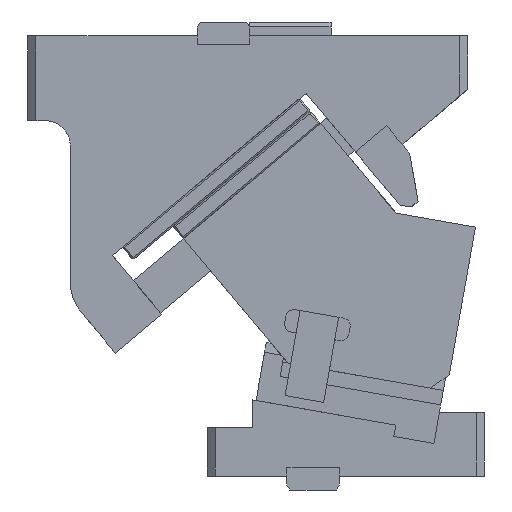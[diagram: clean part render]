
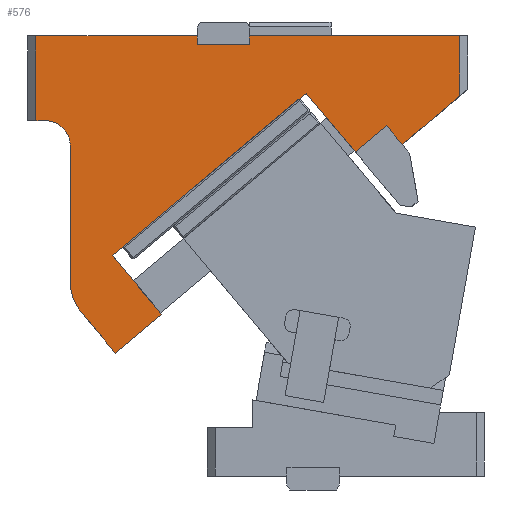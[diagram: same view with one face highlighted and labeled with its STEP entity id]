
A CAD part, front view. The second image highlights one B-rep face of the part: STEP entity #576.
In plain terms, the highlighted planar face has unit normal (0, -1, 0).
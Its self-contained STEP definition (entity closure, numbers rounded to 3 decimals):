
#70=CARTESIAN_POINT('Vertex',(60.676,0.,234.858)) ;
#73=CARTESIAN_POINT('Line Origine',(1.308,0.,185.042)) ;
#77=CARTESIAN_POINT('Vertex',(-58.061,0.,135.226)) ;
#312=CARTESIAN_POINT('Vertex',(90.887,0.,198.854)) ;
#317=CARTESIAN_POINT('Line Origine',(75.782,0.,216.856)) ;
#407=CARTESIAN_POINT('Axis2P3D Location',(113.592,0.,248.147)) ;
#412=CARTESIAN_POINT('Line Origine',(90.5,0.,270.)) ;
#416=CARTESIAN_POINT('Vertex',(26.,0.,270.)) ;
#418=CARTESIAN_POINT('Vertex',(155.,0.,270.)) ;
#421=CARTESIAN_POINT('Line Origine',(26.,0.,267.25)) ;
#425=CARTESIAN_POINT('Vertex',(26.,0.,264.5)) ;
#428=CARTESIAN_POINT('Line Origine',(10.,0.,264.5)) ;
#432=CARTESIAN_POINT('Vertex',(-6.,0.,264.5)) ;
#435=CARTESIAN_POINT('Line Origine',(-6.,0.,267.25)) ;
#439=CARTESIAN_POINT('Vertex',(-6.,0.,270.)) ;
#442=CARTESIAN_POINT('Line Origine',(-55.5,0.,270.)) ;
#446=CARTESIAN_POINT('Vertex',(-105.,0.,270.)) ;
#449=CARTESIAN_POINT('Line Origine',(-105.,0.,244.)) ;
#453=CARTESIAN_POINT('Vertex',(-105.,0.,218.)) ;
#456=CARTESIAN_POINT('Line Origine',(-102.,0.,218.)) ;
#460=CARTESIAN_POINT('Vertex',(-99.,0.,218.)) ;
#464=CARTESIAN_POINT('Control Point',(-99.,0.,218.)) ;
#465=CARTESIAN_POINT('Control Point',(-97.482,0.,218.)) ;
#466=CARTESIAN_POINT('Control Point',(-95.964,0.,217.808)) ;
#467=CARTESIAN_POINT('Control Point',(-94.479,0.,217.424)) ;
#468=CARTESIAN_POINT('Control Point',(-91.637,0.,216.289)) ;
#469=CARTESIAN_POINT('Control Point',(-89.168,0.,214.481)) ;
#470=CARTESIAN_POINT('Control Point',(-88.055,0.,213.425)) ;
#471=CARTESIAN_POINT('Control Point',(-86.119,0.,211.055)) ;
#472=CARTESIAN_POINT('Control Point',(-84.835,0.,208.278)) ;
#473=CARTESIAN_POINT('Control Point',(-84.373,0.,206.815)) ;
#474=CARTESIAN_POINT('Control Point',(-84.073,0.,205.152)) ;
#475=CARTESIAN_POINT('Control Point',(-84.006,0.,203.476)) ;
#476=CARTESIAN_POINT('Control Point',(-84.002,0.,203.317)) ;
#477=CARTESIAN_POINT('Control Point',(-84.,0.,203.159)) ;
#478=CARTESIAN_POINT('Control Point',(-84.,0.,203.)) ;
#479=CARTESIAN_POINT('Vertex',(-84.,0.,203.)) ;
#482=CARTESIAN_POINT('Line Origine',(-84.,0.,161.248)) ;
#486=CARTESIAN_POINT('Vertex',(-84.,0.,119.496)) ;
#490=CARTESIAN_POINT('Control Point',(-84.,0.,119.496)) ;
#491=CARTESIAN_POINT('Control Point',(-84.,0.,116.544)) ;
#492=CARTESIAN_POINT('Control Point',(-83.637,0.,113.593)) ;
#493=CARTESIAN_POINT('Control Point',(-82.911,0.,110.701)) ;
#494=CARTESIAN_POINT('Control Point',(-81.386,0.,106.765)) ;
#495=CARTESIAN_POINT('Control Point',(-79.218,0.,103.175)) ;
#496=CARTESIAN_POINT('Control Point',(-78.523,0.,102.149)) ;
#497=CARTESIAN_POINT('Control Point',(-77.777,0.,101.16)) ;
#498=CARTESIAN_POINT('Control Point',(-76.981,0.,100.212)) ;
#499=CARTESIAN_POINT('Vertex',(-76.981,0.,100.212)) ;
#502=CARTESIAN_POINT('Line Origine',(-66.587,0.,87.825)) ;
#506=CARTESIAN_POINT('Vertex',(-56.193,0.,75.438)) ;
#509=CARTESIAN_POINT('Line Origine',(-42.022,0.,87.33)) ;
#513=CARTESIAN_POINT('Vertex',(-27.85,0.,99.222)) ;
#516=CARTESIAN_POINT('Line Origine',(-42.955,0.,117.224)) ;
#521=CARTESIAN_POINT('Line Origine',(100.463,0.,206.888)) ;
#525=CARTESIAN_POINT('Vertex',(110.038,0.,214.923)) ;
#528=CARTESIAN_POINT('Line Origine',(114.859,0.,209.178)) ;
#532=CARTESIAN_POINT('Vertex',(119.68,0.,203.433)) ;
#535=CARTESIAN_POINT('Line Origine',(127.34,0.,209.86)) ;
#539=CARTESIAN_POINT('Vertex',(135.,0.,216.288)) ;
#542=CARTESIAN_POINT('Line Origine',(145.,0.,224.679)) ;
#546=CARTESIAN_POINT('Vertex',(155.,0.,233.07)) ;
#549=CARTESIAN_POINT('Line Origine',(155.,0.,251.535)) ;
#74=DIRECTION('Vector Direction',(-0.766,0.,-0.643)) ;
#318=DIRECTION('Vector Direction',(-0.643,0.,0.766)) ;
#408=DIRECTION('Axis2P3D Direction',(0.,-1.,0.)) ;
#409=DIRECTION('Axis2P3D XDirection',(0.996,0.,-0.087)) ;
#413=DIRECTION('Vector Direction',(1.,0.,0.)) ;
#422=DIRECTION('Vector Direction',(0.,0.,1.)) ;
#429=DIRECTION('Vector Direction',(1.,0.,0.)) ;
#436=DIRECTION('Vector Direction',(0.,0.,-1.)) ;
#443=DIRECTION('Vector Direction',(1.,0.,0.)) ;
#450=DIRECTION('Vector Direction',(0.,0.,-1.)) ;
#457=DIRECTION('Vector Direction',(1.,0.,0.)) ;
#483=DIRECTION('Vector Direction',(0.,0.,-1.)) ;
#503=DIRECTION('Vector Direction',(-0.643,0.,0.766)) ;
#510=DIRECTION('Vector Direction',(0.766,0.,0.643)) ;
#517=DIRECTION('Vector Direction',(0.643,0.,-0.766)) ;
#522=DIRECTION('Vector Direction',(0.766,0.,0.643)) ;
#529=DIRECTION('Vector Direction',(0.643,0.,-0.766)) ;
#536=DIRECTION('Vector Direction',(-0.766,0.,-0.643)) ;
#543=DIRECTION('Vector Direction',(-0.766,0.,-0.643)) ;
#550=DIRECTION('Vector Direction',(0.,0.,1.)) ;
#410=AXIS2_PLACEMENT_3D('Plane Axis2P3D',#407,#408,#409) ;
#555=ORIENTED_EDGE('',*,*,#420,.F.) ;
#556=ORIENTED_EDGE('',*,*,#427,.F.) ;
#557=ORIENTED_EDGE('',*,*,#434,.F.) ;
#558=ORIENTED_EDGE('',*,*,#441,.F.) ;
#559=ORIENTED_EDGE('',*,*,#448,.F.) ;
#560=ORIENTED_EDGE('',*,*,#455,.F.) ;
#561=ORIENTED_EDGE('',*,*,#462,.T.) ;
#562=ORIENTED_EDGE('',*,*,#481,.T.) ;
#563=ORIENTED_EDGE('',*,*,#488,.T.) ;
#564=ORIENTED_EDGE('',*,*,#501,.F.) ;
#565=ORIENTED_EDGE('',*,*,#508,.F.) ;
#566=ORIENTED_EDGE('',*,*,#515,.T.) ;
#567=ORIENTED_EDGE('',*,*,#520,.F.) ;
#568=ORIENTED_EDGE('',*,*,#79,.F.) ;
#569=ORIENTED_EDGE('',*,*,#321,.F.) ;
#570=ORIENTED_EDGE('',*,*,#527,.T.) ;
#571=ORIENTED_EDGE('',*,*,#534,.T.) ;
#572=ORIENTED_EDGE('',*,*,#541,.F.) ;
#573=ORIENTED_EDGE('',*,*,#548,.F.) ;
#574=ORIENTED_EDGE('',*,*,#553,.F.) ;
#75=VECTOR('Line Direction',#74,1.) ;
#319=VECTOR('Line Direction',#318,1.) ;
#414=VECTOR('Line Direction',#413,1.) ;
#423=VECTOR('Line Direction',#422,1.) ;
#430=VECTOR('Line Direction',#429,1.) ;
#437=VECTOR('Line Direction',#436,1.) ;
#444=VECTOR('Line Direction',#443,1.) ;
#451=VECTOR('Line Direction',#450,1.) ;
#458=VECTOR('Line Direction',#457,1.) ;
#484=VECTOR('Line Direction',#483,1.) ;
#504=VECTOR('Line Direction',#503,1.) ;
#511=VECTOR('Line Direction',#510,1.) ;
#518=VECTOR('Line Direction',#517,1.) ;
#523=VECTOR('Line Direction',#522,1.) ;
#530=VECTOR('Line Direction',#529,1.) ;
#537=VECTOR('Line Direction',#536,1.) ;
#544=VECTOR('Line Direction',#543,1.) ;
#551=VECTOR('Line Direction',#550,1.) ;
#576=ADVANCED_FACE('CAM HOLDER',(#575),#411,.T.) ;
#463=B_SPLINE_CURVE_WITH_KNOTS('',5,(#464,#465,#466,#467,#468,#469,#470,#471,#472,#473,#474,#475,#476,#477,#478),.UNSPECIFIED.,.F.,.U.,(6,3,3,3,6),(0.,10.733,21.466,32.199,33.321),.UNSPECIFIED.) ;
#489=B_SPLINE_CURVE_WITH_KNOTS('',5,(#490,#491,#492,#493,#494,#495,#496,#497,#498),.UNSPECIFIED.,.F.,.U.,(6,3,6),(0.,20.871,29.619),.UNSPECIFIED.) ;
#79=EDGE_CURVE('',#71,#78,#76,.T.) ;
#321=EDGE_CURVE('',#313,#71,#320,.T.) ;
#420=EDGE_CURVE('',#417,#419,#415,.T.) ;
#427=EDGE_CURVE('',#426,#417,#424,.T.) ;
#434=EDGE_CURVE('',#433,#426,#431,.T.) ;
#441=EDGE_CURVE('',#440,#433,#438,.T.) ;
#448=EDGE_CURVE('',#447,#440,#445,.T.) ;
#455=EDGE_CURVE('',#454,#447,#452,.F.) ;
#462=EDGE_CURVE('',#454,#461,#459,.T.) ;
#481=EDGE_CURVE('',#461,#480,#463,.T.) ;
#488=EDGE_CURVE('',#480,#487,#485,.T.) ;
#501=EDGE_CURVE('',#500,#487,#489,.F.) ;
#508=EDGE_CURVE('',#507,#500,#505,.T.) ;
#515=EDGE_CURVE('',#507,#514,#512,.T.) ;
#520=EDGE_CURVE('',#78,#514,#519,.T.) ;
#527=EDGE_CURVE('',#313,#526,#524,.T.) ;
#534=EDGE_CURVE('',#526,#533,#531,.T.) ;
#541=EDGE_CURVE('',#540,#533,#538,.T.) ;
#548=EDGE_CURVE('',#547,#540,#545,.T.) ;
#553=EDGE_CURVE('',#419,#547,#552,.F.) ;
#554=EDGE_LOOP('',(#555,#556,#557,#558,#559,#560,#561,#562,#563,#564,#565,#566,#567,#568,#569,#570,#571,#572,#573,#574)) ;
#575=FACE_OUTER_BOUND('',#554,.T.) ;
#76=LINE('Line',#73,#75) ;
#320=LINE('Line',#317,#319) ;
#415=LINE('Line',#412,#414) ;
#424=LINE('Line',#421,#423) ;
#431=LINE('Line',#428,#430) ;
#438=LINE('Line',#435,#437) ;
#445=LINE('Line',#442,#444) ;
#452=LINE('Line',#449,#451) ;
#459=LINE('Line',#456,#458) ;
#485=LINE('Line',#482,#484) ;
#505=LINE('Line',#502,#504) ;
#512=LINE('Line',#509,#511) ;
#519=LINE('Line',#516,#518) ;
#524=LINE('Line',#521,#523) ;
#531=LINE('Line',#528,#530) ;
#538=LINE('Line',#535,#537) ;
#545=LINE('Line',#542,#544) ;
#552=LINE('Line',#549,#551) ;
#411=PLANE('Plane',#410) ;
#71=VERTEX_POINT('',#70) ;
#78=VERTEX_POINT('',#77) ;
#313=VERTEX_POINT('',#312) ;
#417=VERTEX_POINT('',#416) ;
#419=VERTEX_POINT('',#418) ;
#426=VERTEX_POINT('',#425) ;
#433=VERTEX_POINT('',#432) ;
#440=VERTEX_POINT('',#439) ;
#447=VERTEX_POINT('',#446) ;
#454=VERTEX_POINT('',#453) ;
#461=VERTEX_POINT('',#460) ;
#480=VERTEX_POINT('',#479) ;
#487=VERTEX_POINT('',#486) ;
#500=VERTEX_POINT('',#499) ;
#507=VERTEX_POINT('',#506) ;
#514=VERTEX_POINT('',#513) ;
#526=VERTEX_POINT('',#525) ;
#533=VERTEX_POINT('',#532) ;
#540=VERTEX_POINT('',#539) ;
#547=VERTEX_POINT('',#546) ;
